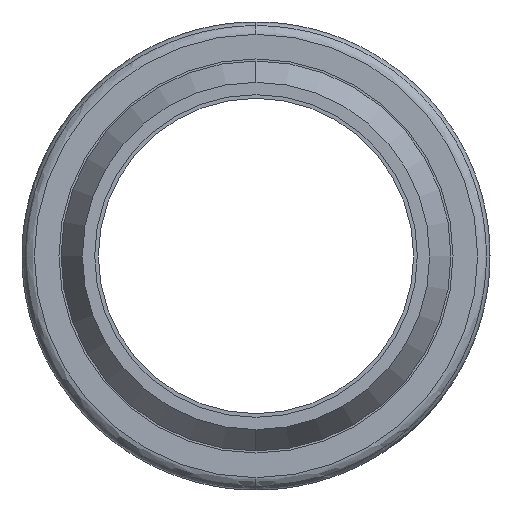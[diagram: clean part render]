
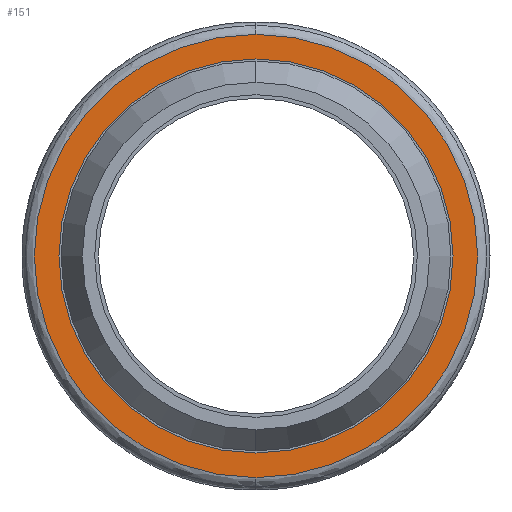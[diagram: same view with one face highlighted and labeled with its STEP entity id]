
A CAD part, left-side view. The second image highlights one B-rep face of the part: STEP entity #151.
In plain terms, the highlighted planar face has unit normal (-1, 0, 0).
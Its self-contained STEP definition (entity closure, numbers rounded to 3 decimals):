
#151=ADVANCED_FACE('',(#722,#723),#721,.F.);
#721=PLANE('',#6392);
#722=FACE_OUTER_BOUND('',#6393,.T.);
#723=FACE_BOUND('',#6394,.T.);
#6389=CARTESIAN_POINT('',(-35.,-18.706,11.7));
#6390=DIRECTION('',(1.,0.,0.));
#6391=DIRECTION('',(0.,0.,-1.));
#6392=AXIS2_PLACEMENT_3D('',#6389,#6390,#6391);
#6393=EDGE_LOOP('',(#16645,#16646));
#6394=EDGE_LOOP('',(#16647,#16648));
#16645=ORIENTED_EDGE('',*,*,#18845,.T.);
#16646=ORIENTED_EDGE('',*,*,#18846,.T.);
#16647=ORIENTED_EDGE('',*,*,#18847,.F.);
#16648=ORIENTED_EDGE('',*,*,#18848,.F.);
#18845=EDGE_CURVE('',#19993,#19994,#19995,.T.);
#18846=EDGE_CURVE('',#19994,#19993,#20001,.T.);
#18847=EDGE_CURVE('',#20007,#20008,#20009,.T.);
#18848=EDGE_CURVE('',#20008,#20007,#20015,.T.);
#19993=VERTEX_POINT('',#27305);
#19994=VERTEX_POINT('',#27306);
#19995=CIRCLE('',#27310,9.);
#20001=CIRCLE('',#27314,9.);
#20007=VERTEX_POINT('',#27315);
#20008=VERTEX_POINT('',#27316);
#20009=CIRCLE('',#27320,8.);
#20015=CIRCLE('',#27324,8.);
#27305=CARTESIAN_POINT('',(-35.,0.,9.));
#27306=CARTESIAN_POINT('',(-35.,0.,-9.));
#27307=CARTESIAN_POINT('',(-35.,0.,0.));
#27308=DIRECTION('',(-1.,0.,0.));
#27309=DIRECTION('',(0.,0.,1.));
#27310=AXIS2_PLACEMENT_3D('',#27307,#27308,#27309);
#27311=CARTESIAN_POINT('',(-35.,0.,0.));
#27312=DIRECTION('',(-1.,0.,0.));
#27313=DIRECTION('',(0.,0.,1.));
#27314=AXIS2_PLACEMENT_3D('',#27311,#27312,#27313);
#27315=CARTESIAN_POINT('',(-35.,0.,-8.));
#27316=CARTESIAN_POINT('',(-35.,0.,8.));
#27317=CARTESIAN_POINT('',(-35.,0.,0.));
#27318=DIRECTION('',(-1.,0.,0.));
#27319=DIRECTION('',(0.,0.,1.));
#27320=AXIS2_PLACEMENT_3D('',#27317,#27318,#27319);
#27321=CARTESIAN_POINT('',(-35.,0.,0.));
#27322=DIRECTION('',(-1.,0.,0.));
#27323=DIRECTION('',(0.,0.,1.));
#27324=AXIS2_PLACEMENT_3D('',#27321,#27322,#27323);
